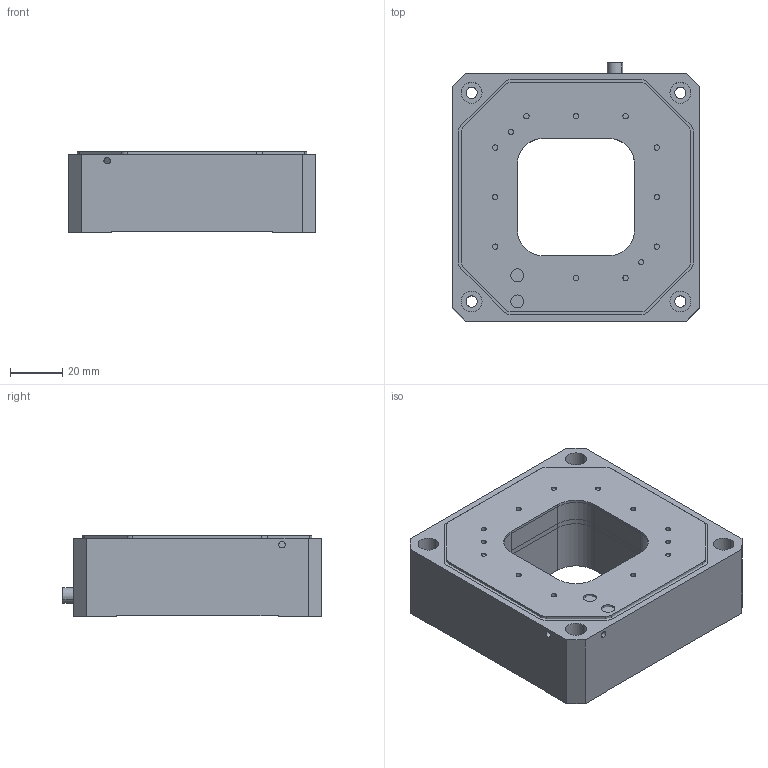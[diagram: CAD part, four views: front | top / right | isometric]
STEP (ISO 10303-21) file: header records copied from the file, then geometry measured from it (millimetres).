
FILE_DESCRIPTION (( 'STEP AP203' ), '1' );
FILE_NAME ('N12.XZ200-B2-1-蜊儂凳蚾饜 .STEP', '2021-05-25T01:40:25', ( 'User' ), ( 'china' ), 'SwSTEP 2.0', 'SolidWorks 2016', '' );
FILE_SCHEMA (( 'CONFIG_CONTROL_DESIGN' ));
Length unit declared in the file: millimetre
Products named in the file (1): N12.XZ200-B2-1-蜊儂凳蚾饜 
Bounding box: 95.02 x 99 x 31 mm (x, y, z)
Surface area: 49778.5 mm2 (no closed solid volume)
Topology: 0 solids, 53 shells, 260 faces, 2089 edges, 1875 vertices
Faces by surface type: plane 154, cylinder 84, bspline 22
Entity records: 25512 total; most frequent: CARTESIAN_POINT 11959, ORIENTED_EDGE 2475, EDGE_CURVE 2089, DIRECTION 2030, VERTEX_POINT 1875, VECTOR 1126, LINE 1126, B_SPLINE_CURVE_WITH_KNOTS 746
